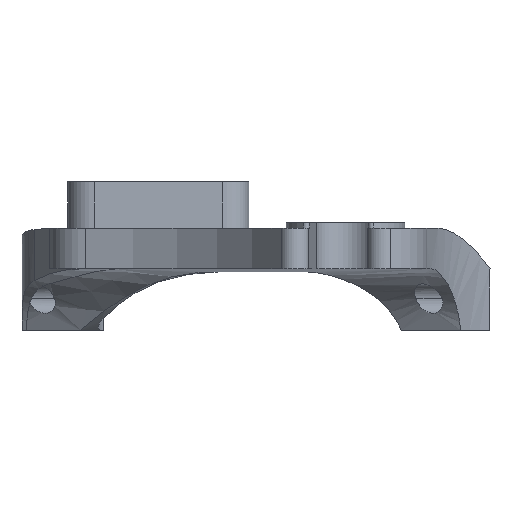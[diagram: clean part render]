
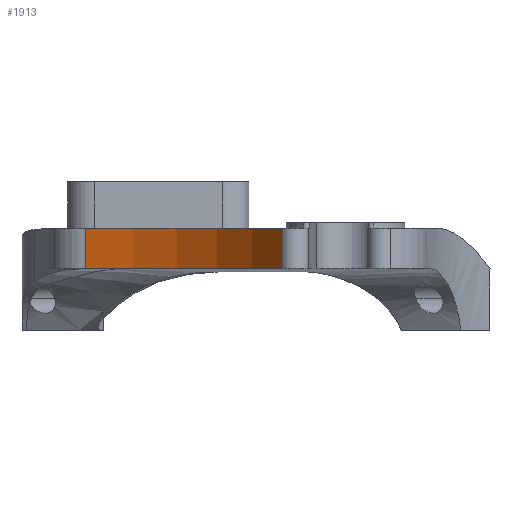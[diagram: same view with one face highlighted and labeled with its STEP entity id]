
A CAD part, front view. The second image highlights one B-rep face of the part: STEP entity #1913.
In plain terms, the highlighted cylindrical face has radius 50.8 mm (diameter 101.6 mm), a partial arc.
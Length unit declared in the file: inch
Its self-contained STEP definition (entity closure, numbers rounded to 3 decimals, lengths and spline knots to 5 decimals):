
#7 = ORIENTED_EDGE ( 'NONE', *, *, #1622, .T. ) ;
#13 = DIRECTION ( 'NONE',  ( 1., 0., 0. ) ) ;
#158 = CIRCLE ( 'NONE', #933, 2. ) ;
#168 = CARTESIAN_POINT ( 'NONE',  ( -2.1456, -1.37801, 0.274 ) ) ;
#179 = CARTESIAN_POINT ( 'NONE',  ( -2.1456, -1.37801, 0. ) ) ;
#215 = CARTESIAN_POINT ( 'NONE',  ( -0.43188, -0.34691, 0. ) ) ;
#233 = VECTOR ( 'NONE', #1638, 39.37008 ) ;
#279 = LINE ( 'NONE', #955, #233 ) ;
#349 = VERTEX_POINT ( 'NONE', #1508 ) ;
#389 = VECTOR ( 'NONE', #1426, 39.37008 ) ;
#413 = CARTESIAN_POINT ( 'NONE',  ( -0.43188, -0.34691, 0.274 ) ) ;
#476 = DIRECTION ( 'NONE',  ( 1., 0., 0. ) ) ;
#490 = FACE_OUTER_BOUND ( 'NONE', #1618, .T. ) ;
#699 = EDGE_CURVE ( 'NONE', #939, #1740, #158, .T. ) ;
#724 = DIRECTION ( 'NONE',  ( 1., 0., 0. ) ) ;
#778 = CYLINDRICAL_SURFACE ( 'NONE', #1015, 2. ) ;
#859 = ORIENTED_EDGE ( 'NONE', *, *, #2071, .F. ) ;
#933 = AXIS2_PLACEMENT_3D ( 'NONE', #168, #2205, #476 ) ;
#939 = VERTEX_POINT ( 'NONE', #1678 ) ;
#955 = CARTESIAN_POINT ( 'NONE',  ( -0.43188, -0.34691, 0. ) ) ;
#1015 = AXIS2_PLACEMENT_3D ( 'NONE', #179, #1695, #13 ) ;
#1099 = LINE ( 'NONE', #1403, #389 ) ;
#1124 = ORIENTED_EDGE ( 'NONE', *, *, #1896, .F. ) ;
#1168 = CIRCLE ( 'NONE', #1877, 2. ) ;
#1403 = CARTESIAN_POINT ( 'NONE',  ( -1.75297, 0.58307, 0. ) ) ;
#1426 = DIRECTION ( 'NONE',  ( 0., 0., 1. ) ) ;
#1508 = CARTESIAN_POINT ( 'NONE',  ( -1.75297, 0.58307, 0. ) ) ;
#1532 = ORIENTED_EDGE ( 'NONE', *, *, #699, .F. ) ;
#1618 = EDGE_LOOP ( 'NONE', ( #1532, #859, #7, #1124 ) ) ;
#1622 = EDGE_CURVE ( 'NONE', #349, #1717, #1168, .T. ) ;
#1638 = DIRECTION ( 'NONE',  ( 0., 0., -1. ) ) ;
#1678 = CARTESIAN_POINT ( 'NONE',  ( -1.75297, 0.58307, 0.274 ) ) ;
#1695 = DIRECTION ( 'NONE',  ( 0., 0., 1. ) ) ;
#1717 = VERTEX_POINT ( 'NONE', #215 ) ;
#1732 = DIRECTION ( 'NONE',  ( 0., 0., -1. ) ) ;
#1740 = VERTEX_POINT ( 'NONE', #413 ) ;
#1877 = AXIS2_PLACEMENT_3D ( 'NONE', #2092, #1732, #724 ) ;
#1896 = EDGE_CURVE ( 'NONE', #1740, #1717, #279, .T. ) ;
#1913 = ADVANCED_FACE ( 'NONE', ( #490 ), #778, .F. ) ;
#2071 = EDGE_CURVE ( 'NONE', #349, #939, #1099, .T. ) ;
#2092 = CARTESIAN_POINT ( 'NONE',  ( -2.1456, -1.37801, 0. ) ) ;
#2205 = DIRECTION ( 'NONE',  ( 0., 0., -1. ) ) ;
